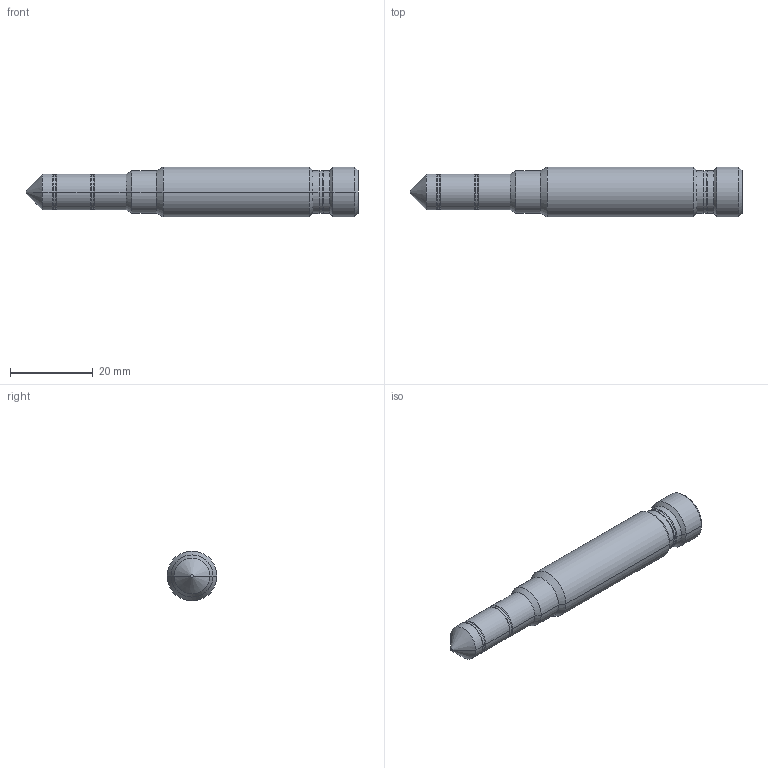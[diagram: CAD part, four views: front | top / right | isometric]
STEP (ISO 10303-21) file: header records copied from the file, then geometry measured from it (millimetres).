
FILE_DESCRIPTION (( 'STEP AP203' ), '1' );
FILE_NAME ('SNS10-01.STEP', '2013-11-13T16:32:51', ( '' ), ( '' ), 'SwSTEP 2.0', 'SolidWorks 2013', '' );
FILE_SCHEMA (( 'CONFIG_CONTROL_DESIGN' ));
Length unit declared in the file: inch
Products named in the file (1): SNS10-01
Bounding box: 80.01 x 12 x 12 mm (x, y, z)
Volume: 3614.7 mm3; surface area: 4594 mm2
Topology: 1 solids, 1 shells, 56 faces, 116 edges, 61 vertices
Faces by surface type: cylinder 26, cone 16, torus 12, plane 2
Entity records: 1529 total; most frequent: DIRECTION 300, CARTESIAN_POINT 232, ORIENTED_EDGE 228, AXIS2_PLACEMENT_3D 129, EDGE_CURVE 114, CIRCLE 72, VERTEX_POINT 61, EDGE_LOOP 57
